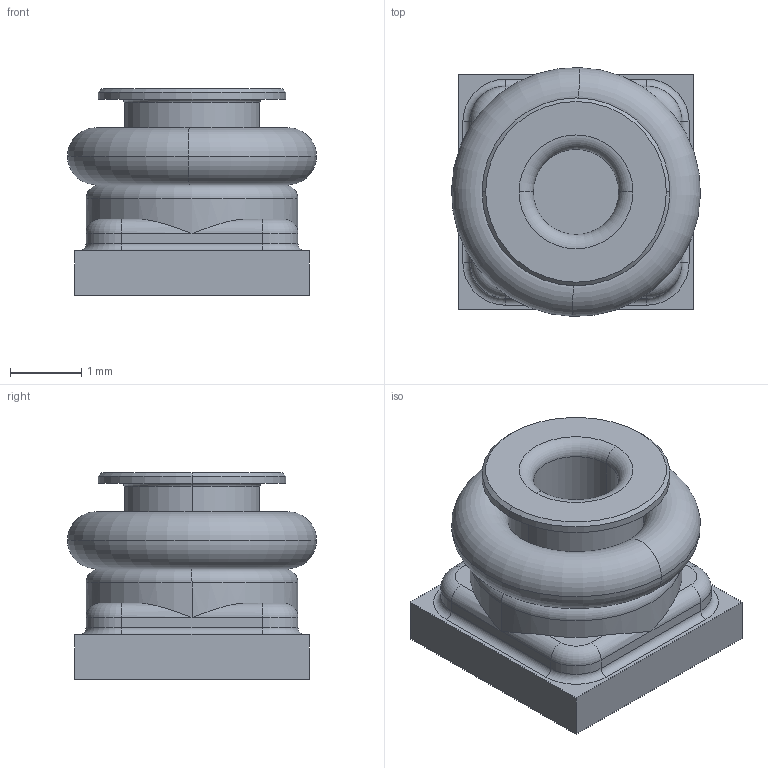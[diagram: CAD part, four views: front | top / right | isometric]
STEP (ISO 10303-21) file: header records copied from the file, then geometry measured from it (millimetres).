
FILE_DESCRIPTION (( 'STEP AP214' ), '1' );
FILE_NAME ('LPS33HW_Oring.STEP', '2020-11-02T16:29:55', ( '' ), ( '' ), 'SwSTEP 2.0', 'SolidWorks 2018', '' );
FILE_SCHEMA (( 'AUTOMOTIVE_DESIGN' ));
Length unit declared in the file: millimetre
Products named in the file (3): Joint torique pour LPS33HW 1-9x3-5x0-8; LPS33HW_Oring; LPS33HW
Assembly tree (2 placements, depth 2):
  LPS33HW_Oring
    LPS33HW
    Joint torique pour LPS33HW 1-9x3-5x0-8
Bounding box: 3.5 x 3.5 x 2.9 mm (x, y, z)
Volume: 20.8 mm3; surface area: 76.8 mm2
Topology: 2 solids, 2 shells, 64 faces, 138 edges, 80 vertices
Faces by surface type: cylinder 24, torus 20, plane 18, cone 2
Entity records: 2528 total; most frequent: DIRECTION 344, CARTESIAN_POINT 327, ORIENTED_EDGE 276, AXIS2_PLACEMENT_3D 145, EDGE_CURVE 138, VERTEX_POINT 80, CIRCLE 76, EDGE_LOOP 68
